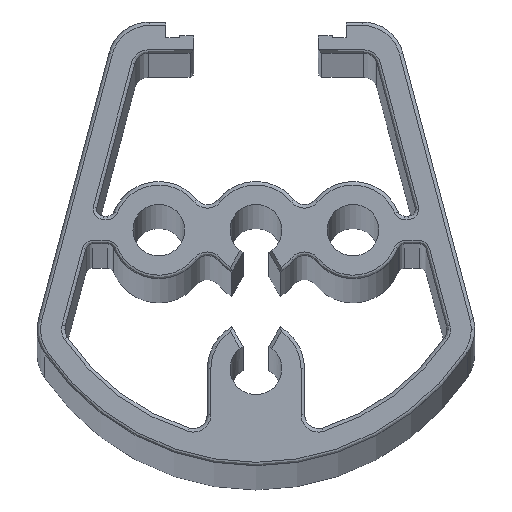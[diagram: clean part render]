
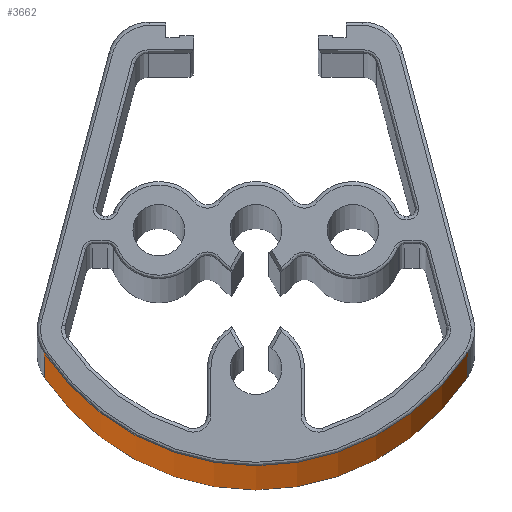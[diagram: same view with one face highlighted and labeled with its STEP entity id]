
A CAD part, top view. The second image highlights one B-rep face of the part: STEP entity #3662.
In plain terms, the highlighted cylindrical face has radius 36.75 mm (diameter 73.5 mm), a partial arc.
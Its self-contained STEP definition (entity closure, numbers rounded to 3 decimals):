
#18 = LINE ( 'NONE', #2238, #4208 ) ;
#429 = ORIENTED_EDGE ( 'NONE', *, *, #2273, .T. ) ;
#436 = VERTEX_POINT ( 'NONE', #3846 ) ;
#481 = ORIENTED_EDGE ( 'NONE', *, *, #2335, .T. ) ;
#560 = DIRECTION ( 'NONE',  ( 0., 0., 1. ) ) ;
#827 = CARTESIAN_POINT ( 'NONE',  ( 0., 2.771, -0.5 ) ) ;
#1161 = DIRECTION ( 'NONE',  ( 1., 0., 0. ) ) ;
#1238 = CYLINDRICAL_SURFACE ( 'NONE', #3447, 36.75 ) ;
#1295 = DIRECTION ( 'NONE',  ( 1., 0., 0. ) ) ;
#1309 = AXIS2_PLACEMENT_3D ( 'NONE', #827, #3138, #1161 ) ;
#1972 = EDGE_CURVE ( 'NONE', #2935, #436, #3164, .T. ) ;
#2006 = VERTEX_POINT ( 'NONE', #2532 ) ;
#2123 = FACE_OUTER_BOUND ( 'NONE', #3516, .T. ) ;
#2146 = ORIENTED_EDGE ( 'NONE', *, *, #2678, .T. ) ;
#2238 = CARTESIAN_POINT ( 'NONE',  ( 30.511, -17.714, -2000. ) ) ;
#2273 = EDGE_CURVE ( 'NONE', #2663, #436, #2921, .T. ) ;
#2317 = VECTOR ( 'NONE', #3939, 1000. ) ;
#2335 = EDGE_CURVE ( 'NONE', #2935, #2006, #3378, .T. ) ;
#2532 = CARTESIAN_POINT ( 'NONE',  ( 30.511, -17.714, -2000. ) ) ;
#2554 = CARTESIAN_POINT ( 'NONE',  ( 30.511, -17.714, -0.5 ) ) ;
#2555 = CARTESIAN_POINT ( 'NONE',  ( 0., 2.771, -2000. ) ) ;
#2588 = CARTESIAN_POINT ( 'NONE',  ( -30.511, -17.714, -2000. ) ) ;
#2663 = VERTEX_POINT ( 'NONE', #2554 ) ;
#2678 = EDGE_CURVE ( 'NONE', #2006, #2663, #18, .T. ) ;
#2740 = CARTESIAN_POINT ( 'NONE',  ( -30.511, -17.714, -2000. ) ) ;
#2880 = DIRECTION ( 'NONE',  ( 0., 0., 1. ) ) ;
#2881 = DIRECTION ( 'NONE',  ( 1., 0., 0. ) ) ;
#2921 = CIRCLE ( 'NONE', #1309, 36.75 ) ;
#2935 = VERTEX_POINT ( 'NONE', #2740 ) ;
#3093 = ORIENTED_EDGE ( 'NONE', *, *, #1972, .F. ) ;
#3138 = DIRECTION ( 'NONE',  ( 0., 0., -1. ) ) ;
#3164 = LINE ( 'NONE', #2588, #2317 ) ;
#3275 = DIRECTION ( 'NONE',  ( 0., 0., 1. ) ) ;
#3378 = CIRCLE ( 'NONE', #3742, 36.75 ) ;
#3447 = AXIS2_PLACEMENT_3D ( 'NONE', #3926, #3275, #1295 ) ;
#3516 = EDGE_LOOP ( 'NONE', ( #2146, #429, #3093, #481 ) ) ;
#3662 = ADVANCED_FACE ( 'NONE', ( #2123 ), #1238, .T. ) ;
#3742 = AXIS2_PLACEMENT_3D ( 'NONE', #2555, #560, #2881 ) ;
#3846 = CARTESIAN_POINT ( 'NONE',  ( -30.511, -17.714, -0.5 ) ) ;
#3926 = CARTESIAN_POINT ( 'NONE',  ( 0., 2.771, -2000. ) ) ;
#3939 = DIRECTION ( 'NONE',  ( 0., 0., 1. ) ) ;
#4208 = VECTOR ( 'NONE', #2880, 1000. ) ;
